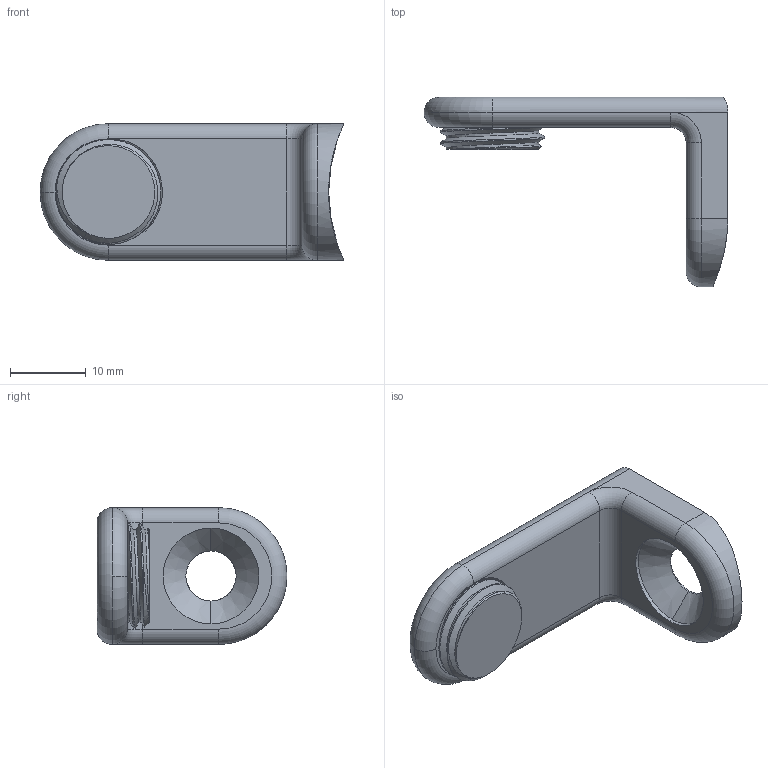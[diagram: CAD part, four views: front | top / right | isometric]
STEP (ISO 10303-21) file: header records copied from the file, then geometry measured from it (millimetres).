
FILE_DESCRIPTION (( 'STEP AP214' ), '1' );
FILE_NAME ('A_1003-042.STEP', '2023-06-05T06:24:36', ( '' ), ( '' ), 'SwSTEP 2.0', 'SolidWorks 2019', '' );
FILE_SCHEMA (( 'AUTOMOTIVE_DESIGN' ));
Length unit declared in the file: millimetre
Products named in the file (3): A_1003-042.P2; A_1003-042.P1_Vizualizacia; A_1003-042
Assembly tree (2 placements, depth 2):
  A_1003-042
    A_1003-042.P1_Vizualizacia
    A_1003-042.P2
Bounding box: 40 x 25 x 18 mm (x, y, z)
Volume: 3555.2 mm3; surface area: 3143.3 mm2
Topology: 2 solids, 2 shells, 60 faces, 155 edges, 99 vertices
Faces by surface type: cylinder 27, plane 14, cone 7, torus 6, bspline 6
Entity records: 5234 total; most frequent: CARTESIAN_POINT 3784, ORIENTED_EDGE 310, DIRECTION 251, EDGE_CURVE 155, VERTEX_POINT 99, AXIS2_PLACEMENT_3D 98, EDGE_LOOP 64, FACE_OUTER_BOUND 60
